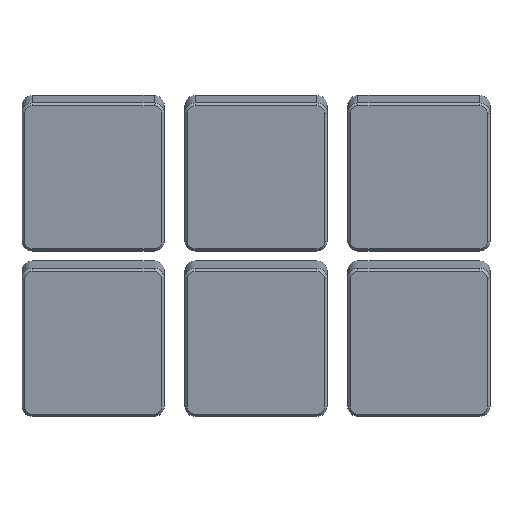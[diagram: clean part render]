
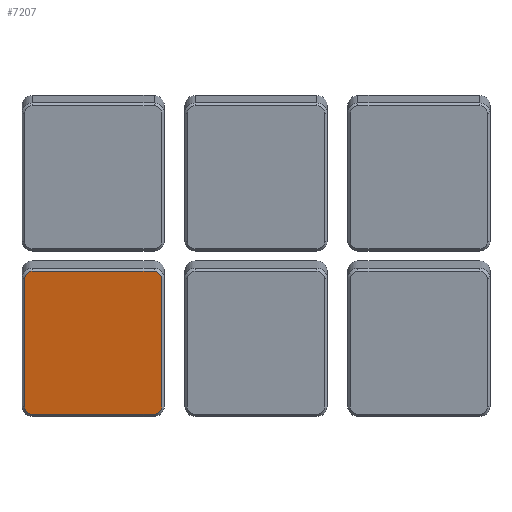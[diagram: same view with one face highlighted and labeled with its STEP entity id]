
A CAD part, top view. The second image highlights one B-rep face of the part: STEP entity #7207.
In plain terms, the highlighted planar face has unit normal (0, -0.174, 0.985).
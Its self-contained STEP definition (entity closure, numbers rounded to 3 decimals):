
#493=FACE_OUTER_BOUND('',#947,.T.);
#947=EDGE_LOOP('',(#6031,#6032,#6033,#6034,#6035,#6036,#6037,#6038));
#1678=LINE('',#11494,#2506);
#1682=LINE('',#11506,#2510);
#1686=LINE('',#11518,#2514);
#1690=LINE('',#11530,#2518);
#2506=VECTOR('',#9403,10.);
#2510=VECTOR('',#9415,10.);
#2514=VECTOR('',#9427,10.);
#2518=VECTOR('',#9439,10.);
#2860=CIRCLE('',#7771,1.5);
#2862=CIRCLE('',#7775,1.5);
#2864=CIRCLE('',#7779,1.5);
#2866=CIRCLE('',#7783,1.5);
#3389=VERTEX_POINT('',#11487);
#3392=VERTEX_POINT('',#11492);
#3393=VERTEX_POINT('',#11496);
#3395=VERTEX_POINT('',#11502);
#3397=VERTEX_POINT('',#11508);
#3399=VERTEX_POINT('',#11514);
#3401=VERTEX_POINT('',#11520);
#3403=VERTEX_POINT('',#11526);
#4290=EDGE_CURVE('',#3392,#3389,#1678,.T.);
#4293=EDGE_CURVE('',#3389,#3393,#2860,.T.);
#4296=EDGE_CURVE('',#3393,#3395,#1682,.T.);
#4299=EDGE_CURVE('',#3395,#3397,#2862,.T.);
#4302=EDGE_CURVE('',#3397,#3399,#1686,.T.);
#4305=EDGE_CURVE('',#3399,#3401,#2864,.T.);
#4308=EDGE_CURVE('',#3401,#3403,#1690,.T.);
#4310=EDGE_CURVE('',#3403,#3392,#2866,.T.);
#6031=ORIENTED_EDGE('',*,*,#4290,.F.);
#6032=ORIENTED_EDGE('',*,*,#4310,.F.);
#6033=ORIENTED_EDGE('',*,*,#4308,.F.);
#6034=ORIENTED_EDGE('',*,*,#4305,.F.);
#6035=ORIENTED_EDGE('',*,*,#4302,.F.);
#6036=ORIENTED_EDGE('',*,*,#4299,.F.);
#6037=ORIENTED_EDGE('',*,*,#4296,.F.);
#6038=ORIENTED_EDGE('',*,*,#4293,.F.);
#6814=PLANE('',#7788);
#7207=ADVANCED_FACE('',(#493),#6814,.T.);
#7771=AXIS2_PLACEMENT_3D('',#11500,#9409,#9410);
#7775=AXIS2_PLACEMENT_3D('',#11512,#9421,#9422);
#7779=AXIS2_PLACEMENT_3D('',#11524,#9433,#9434);
#7783=AXIS2_PLACEMENT_3D('',#11533,#9444,#9445);
#7788=AXIS2_PLACEMENT_3D('',#11543,#9459,#9460);
#9403=DIRECTION('',(1.,0.,0.));
#9409=DIRECTION('center_axis',(0.,0.174,-0.985));
#9410=DIRECTION('ref_axis',(0.707,0.696,0.123));
#9415=DIRECTION('',(0.,-0.985,-0.174));
#9421=DIRECTION('center_axis',(0.,0.174,-0.985));
#9422=DIRECTION('ref_axis',(0.707,-0.696,-0.123));
#9427=DIRECTION('',(-1.,0.,0.));
#9433=DIRECTION('center_axis',(0.,0.174,-0.985));
#9434=DIRECTION('ref_axis',(-0.707,-0.696,-0.123));
#9439=DIRECTION('',(0.,0.985,0.174));
#9444=DIRECTION('center_axis',(0.,0.174,-0.985));
#9445=DIRECTION('ref_axis',(-0.707,0.696,0.123));
#9459=DIRECTION('center_axis',(0.,-0.174,0.985));
#9460=DIRECTION('ref_axis',(1.,0.,0.));
#11487=CARTESIAN_POINT('',(34.025,31.83,8.176));
#11492=CARTESIAN_POINT('',(10.075,31.83,8.176));
#11494=CARTESIAN_POINT('',(29.038,31.83,8.176));
#11496=CARTESIAN_POINT('',(35.525,30.353,7.916));
#11500=CARTESIAN_POINT('Origin',(34.025,30.353,7.916));
#11502=CARTESIAN_POINT('',(35.525,5.196,3.48));
#11506=CARTESIAN_POINT('',(35.525,10.501,4.415));
#11508=CARTESIAN_POINT('',(34.025,3.719,3.22));
#11512=CARTESIAN_POINT('Origin',(34.025,5.196,3.48));
#11514=CARTESIAN_POINT('',(10.075,3.719,3.22));
#11518=CARTESIAN_POINT('',(15.063,3.719,3.22));
#11520=CARTESIAN_POINT('',(8.575,5.196,3.48));
#11524=CARTESIAN_POINT('Origin',(10.075,5.196,3.48));
#11526=CARTESIAN_POINT('',(8.575,30.353,7.916));
#11530=CARTESIAN_POINT('',(8.575,25.048,6.981));
#11533=CARTESIAN_POINT('Origin',(10.075,30.353,7.916));
#11543=CARTESIAN_POINT('Origin',(22.05,17.775,5.698));
